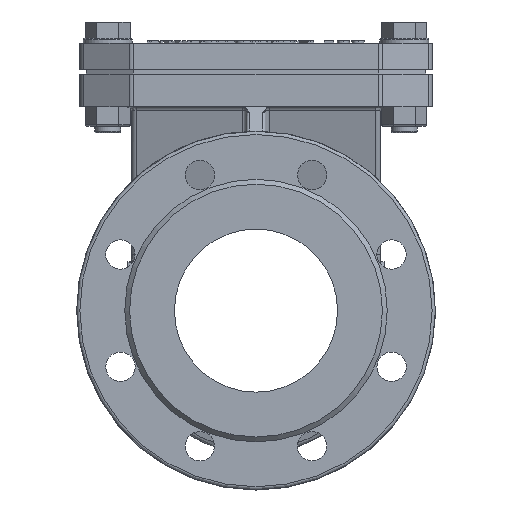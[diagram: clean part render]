
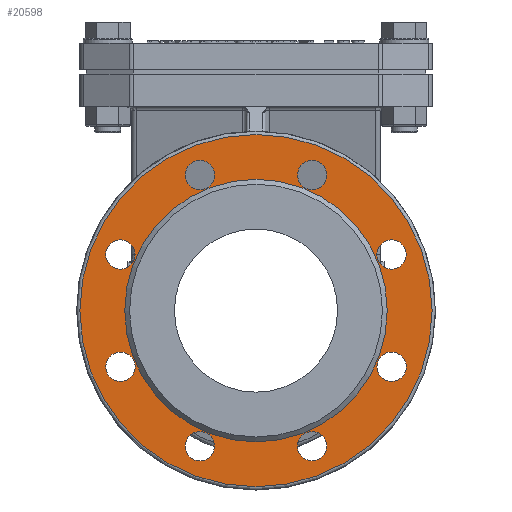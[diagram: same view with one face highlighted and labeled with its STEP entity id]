
A CAD part, front view. The second image highlights one B-rep face of the part: STEP entity #20598.
In plain terms, the highlighted planar face has unit normal (0, -1, 0).
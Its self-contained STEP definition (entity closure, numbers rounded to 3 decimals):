
#133=FACE_BOUND('',#6337,.T.);
#134=FACE_BOUND('',#6338,.T.);
#135=FACE_BOUND('',#6339,.T.);
#136=FACE_BOUND('',#6340,.T.);
#137=FACE_BOUND('',#6341,.T.);
#138=FACE_BOUND('',#6342,.T.);
#139=FACE_BOUND('',#6343,.T.);
#140=FACE_BOUND('',#6344,.T.);
#141=FACE_BOUND('',#6345,.T.);
#711=PLANE('',#21605);
#5166=FACE_OUTER_BOUND('',#6336,.T.);
#6336=EDGE_LOOP('',(#18469));
#6337=EDGE_LOOP('',(#18470));
#6338=EDGE_LOOP('',(#18471));
#6339=EDGE_LOOP('',(#18472));
#6340=EDGE_LOOP('',(#18473));
#6341=EDGE_LOOP('',(#18474));
#6342=EDGE_LOOP('',(#18475));
#6343=EDGE_LOOP('',(#18476));
#6344=EDGE_LOOP('',(#18477));
#6345=EDGE_LOOP('',(#18478));
#6769=CIRCLE('',#21602,108.);
#6771=CIRCLE('',#21606,80.5);
#6772=CIRCLE('',#21607,9.);
#6773=CIRCLE('',#21608,9.);
#6774=CIRCLE('',#21609,9.);
#6775=CIRCLE('',#21610,9.);
#6776=CIRCLE('',#21611,9.);
#6777=CIRCLE('',#21612,9.);
#6778=CIRCLE('',#21613,9.);
#6779=CIRCLE('',#21614,9.);
#9883=VERTEX_POINT('',#39850);
#9885=VERTEX_POINT('',#39856);
#9886=VERTEX_POINT('',#39858);
#9887=VERTEX_POINT('',#39860);
#9888=VERTEX_POINT('',#39862);
#9889=VERTEX_POINT('',#39864);
#9890=VERTEX_POINT('',#39866);
#9891=VERTEX_POINT('',#39868);
#9892=VERTEX_POINT('',#39870);
#9893=VERTEX_POINT('',#39872);
#12802=EDGE_CURVE('',#9883,#9883,#6769,.T.);
#12804=EDGE_CURVE('',#9885,#9885,#6771,.T.);
#12805=EDGE_CURVE('',#9886,#9886,#6772,.T.);
#12806=EDGE_CURVE('',#9887,#9887,#6773,.T.);
#12807=EDGE_CURVE('',#9888,#9888,#6774,.T.);
#12808=EDGE_CURVE('',#9889,#9889,#6775,.T.);
#12809=EDGE_CURVE('',#9890,#9890,#6776,.T.);
#12810=EDGE_CURVE('',#9891,#9891,#6777,.T.);
#12811=EDGE_CURVE('',#9892,#9892,#6778,.T.);
#12812=EDGE_CURVE('',#9893,#9893,#6779,.T.);
#18469=ORIENTED_EDGE('',*,*,#12802,.F.);
#18470=ORIENTED_EDGE('',*,*,#12804,.T.);
#18471=ORIENTED_EDGE('',*,*,#12805,.T.);
#18472=ORIENTED_EDGE('',*,*,#12806,.T.);
#18473=ORIENTED_EDGE('',*,*,#12807,.T.);
#18474=ORIENTED_EDGE('',*,*,#12808,.T.);
#18475=ORIENTED_EDGE('',*,*,#12809,.T.);
#18476=ORIENTED_EDGE('',*,*,#12810,.T.);
#18477=ORIENTED_EDGE('',*,*,#12811,.T.);
#18478=ORIENTED_EDGE('',*,*,#12812,.T.);
#20598=ADVANCED_FACE('',(#5166,#133,#134,#135,#136,#137,#138,#139,#140,
#141),#711,.T.);
#21602=AXIS2_PLACEMENT_3D('',#39851,#24974,#24975);
#21605=AXIS2_PLACEMENT_3D('',#39855,#24980,#24981);
#21606=AXIS2_PLACEMENT_3D('',#39857,#24982,#24983);
#21607=AXIS2_PLACEMENT_3D('',#39859,#24984,#24985);
#21608=AXIS2_PLACEMENT_3D('',#39861,#24986,#24987);
#21609=AXIS2_PLACEMENT_3D('',#39863,#24988,#24989);
#21610=AXIS2_PLACEMENT_3D('',#39865,#24990,#24991);
#21611=AXIS2_PLACEMENT_3D('',#39867,#24992,#24993);
#21612=AXIS2_PLACEMENT_3D('',#39869,#24994,#24995);
#21613=AXIS2_PLACEMENT_3D('',#39871,#24996,#24997);
#21614=AXIS2_PLACEMENT_3D('',#39873,#24998,#24999);
#24974=DIRECTION('center_axis',(0.,1.,0.));
#24975=DIRECTION('ref_axis',(1.,0.,0.));
#24980=DIRECTION('center_axis',(0.,-1.,0.));
#24981=DIRECTION('ref_axis',(0.,0.,-1.));
#24982=DIRECTION('center_axis',(0.,1.,0.));
#24983=DIRECTION('ref_axis',(1.,0.,0.));
#24984=DIRECTION('center_axis',(0.,1.,0.));
#24985=DIRECTION('ref_axis',(1.,0.,0.));
#24986=DIRECTION('center_axis',(0.,1.,0.));
#24987=DIRECTION('ref_axis',(0.707,0.,-0.707));
#24988=DIRECTION('center_axis',(0.,1.,0.));
#24989=DIRECTION('ref_axis',(0.,0.,-1.));
#24990=DIRECTION('center_axis',(0.,1.,0.));
#24991=DIRECTION('ref_axis',(-0.707,0.,-0.707));
#24992=DIRECTION('center_axis',(0.,1.,0.));
#24993=DIRECTION('ref_axis',(-1.,0.,0.));
#24994=DIRECTION('center_axis',(0.,1.,0.));
#24995=DIRECTION('ref_axis',(-0.707,0.,0.707));
#24996=DIRECTION('center_axis',(0.,1.,0.));
#24997=DIRECTION('ref_axis',(0.,0.,
1.));
#24998=DIRECTION('center_axis',(0.,1.,0.));
#24999=DIRECTION('ref_axis',(0.707,0.,0.707));
#39850=CARTESIAN_POINT('',(-108.,-147.,0.));
#39851=CARTESIAN_POINT('Origin',(0.,-147.,0.));
#39855=CARTESIAN_POINT('Origin',(-110.,-147.,0.));
#39856=CARTESIAN_POINT('',(-80.5,-147.,0.));
#39857=CARTESIAN_POINT('Origin',(0.,-147.,0.));
#39858=CARTESIAN_POINT('',(-25.442,-147.,-83.149));
#39859=CARTESIAN_POINT('Origin',(-34.442,-147.,-83.149));
#39860=CARTESIAN_POINT('',(-76.785,-147.,-40.805));
#39861=CARTESIAN_POINT('Origin',(-83.149,-147.,-34.442));
#39862=CARTESIAN_POINT('',(-83.149,-147.,25.442));
#39863=CARTESIAN_POINT('Origin',(-83.149,-147.,34.442));
#39864=CARTESIAN_POINT('',(-40.805,-147.,76.785));
#39865=CARTESIAN_POINT('Origin',(-34.442,-147.,83.149));
#39866=CARTESIAN_POINT('',(25.442,-147.,83.149));
#39867=CARTESIAN_POINT('Origin',(34.442,-147.,83.149));
#39868=CARTESIAN_POINT('',(76.785,-147.,40.805));
#39869=CARTESIAN_POINT('Origin',(83.149,-147.,34.442));
#39870=CARTESIAN_POINT('',(83.149,-147.,-25.442));
#39871=CARTESIAN_POINT('Origin',(83.149,-147.,-34.442));
#39872=CARTESIAN_POINT('',(40.805,-147.,-76.785));
#39873=CARTESIAN_POINT('Origin',(34.442,-147.,-83.149));
